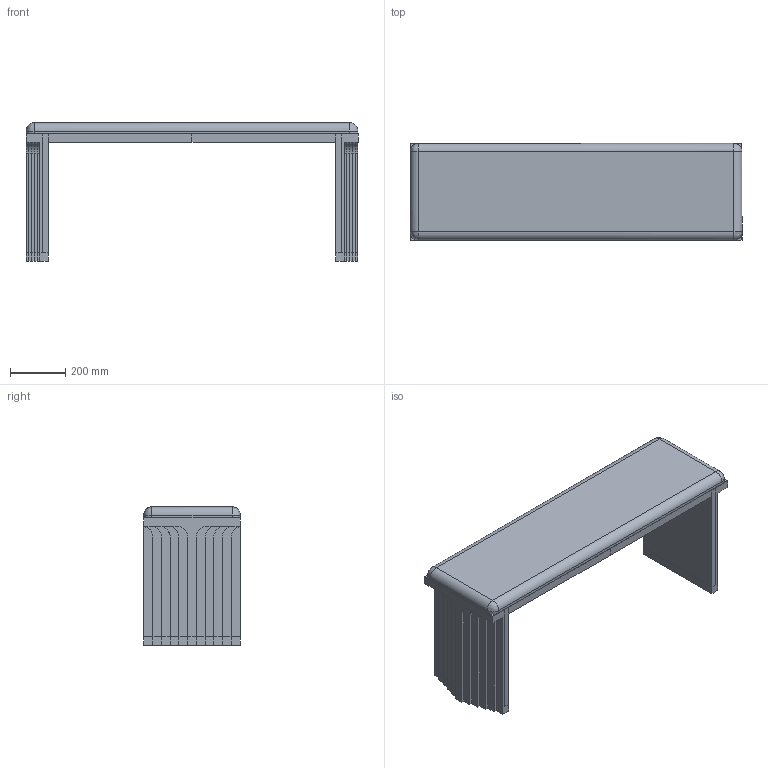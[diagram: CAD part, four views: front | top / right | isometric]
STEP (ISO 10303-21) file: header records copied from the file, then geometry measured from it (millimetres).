
FILE_DESCRIPTION(/* description */ (''),/* implementation_level */ '2;1');
FILE_NAME(/* name */ 'Arc Bench with cushion',/* time_stamp */ '2022-07-07T14:53:13+02:00',/* author */ (''),/* organization */ (''),/* preprocessor_version */ 'ST-DEVELOPER v15',/* originating_system */ '',/* authorisation */ '');
FILE_SCHEMA (('AUTOMOTIVE_DESIGN'));
Length unit declared in the file: millimetre
Products named in the file (1): Document
Bounding box: 1200 x 350 x 500 mm (x, y, z)
Volume: 44632415.6 mm3; surface area: 2589860.6 mm2
Topology: 2 solids, 2 shells, 202 faces, 470 edges, 272 vertices
Faces by surface type: plane 170, bspline 32
Entity records: 4836 total; most frequent: CARTESIAN_POINT 1651, ORIENTED_EDGE 940, EDGE_CURVE 470, B_SPLINE_CURVE_WITH_KNOTS 410, VERTEX_POINT 272, ADVANCED_FACE 202, FACE_OUTER_BOUND 202, EDGE_LOOP 202
